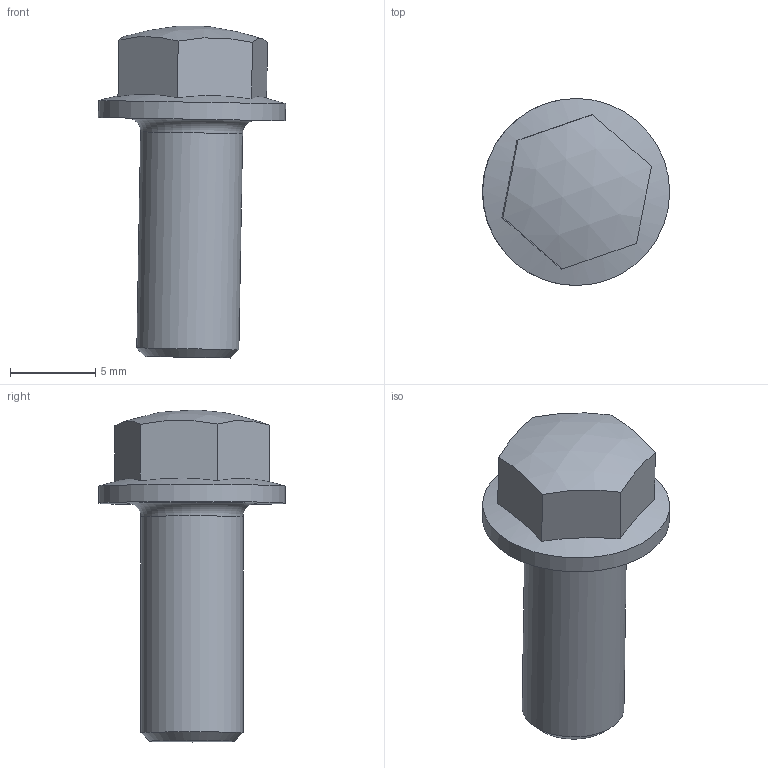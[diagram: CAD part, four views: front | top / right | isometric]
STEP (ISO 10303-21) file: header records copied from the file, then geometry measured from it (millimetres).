
FILE_DESCRIPTION(/* description */ (''),/* implementation_level */ '2;1');
FILE_NAME(/* name */ '3_.stp',/* time_stamp */ '2016-06-02T11:45:19+02:00',/* author */ (''),/* organization */ (''),/* preprocessor_version */ 'ST-DEVELOPER v16.5',/* originating_system */ 'Autodesk Translation Framework v5.0.0.3310',/* authorisation */ '');
FILE_SCHEMA (('AUTOMOTIVE_DESIGN { 1 0 10303 214 3 1 1 }'));
Length unit declared in the file: centimetre
Products named in the file (1): 3_
Bounding box: 11.01 x 11 x 19.52 mm (x, y, z)
Volume: 726.5 mm3; surface area: 573.6 mm2
Topology: 1 solids, 1 shells, 14 faces, 31 edges, 20 vertices
Faces by surface type: plane 8, cone 2, cylinder 2, torus 1, sphere 1
Full cylindrical faces by diameter (mm): 6 x1, 11 x1
Entity records: 376 total; most frequent: CARTESIAN_POINT 71, DIRECTION 62, ORIENTED_EDGE 50, AXIS2_PLACEMENT_3D 28, EDGE_CURVE 25, EDGE_LOOP 20, VERTEX_POINT 19, FACE_OUTER_BOUND 14
